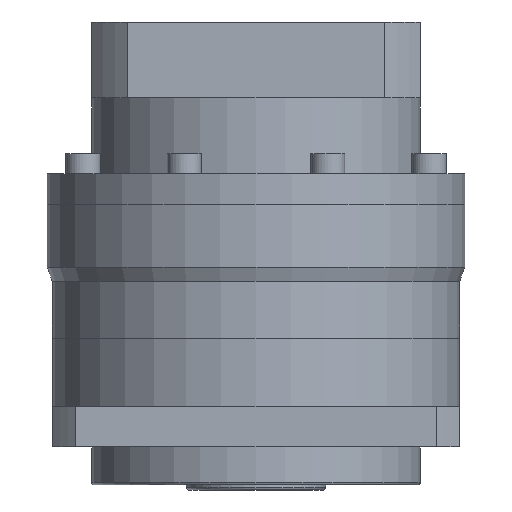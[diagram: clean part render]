
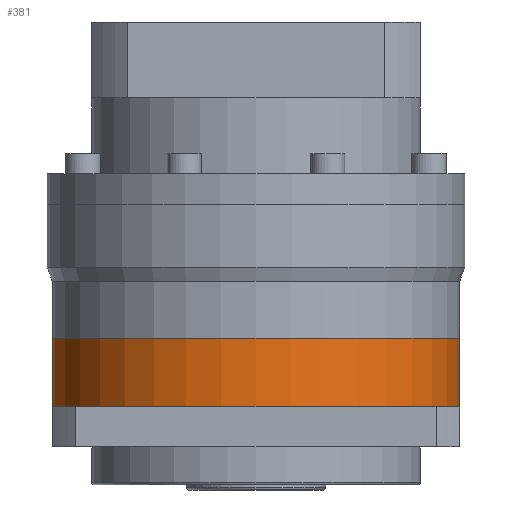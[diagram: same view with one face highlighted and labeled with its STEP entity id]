
A CAD part, front view. The second image highlights one B-rep face of the part: STEP entity #381.
In plain terms, the highlighted cylindrical face has radius 80.5 mm (diameter 161 mm), a partial arc.
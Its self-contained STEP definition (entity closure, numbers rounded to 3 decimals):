
#381 = ADVANCED_FACE ( 'NONE', ( #2798 ), #590, .T. ) ;
#590 = CYLINDRICAL_SURFACE ( 'NONE', #8528, 80.5 ) ;
#642 = EDGE_CURVE ( 'NONE', #1002, #9410, #5046, .T. ) ;
#786 = LINE ( 'NONE', #2567, #2947 ) ;
#962 = ORIENTED_EDGE ( 'NONE', *, *, #11777, .F. ) ;
#1002 = VERTEX_POINT ( 'NONE', #10791 ) ;
#1497 = EDGE_CURVE ( 'NONE', #7760, #4751, #3129, .T. ) ;
#1994 = VECTOR ( 'NONE', #8713, 1000. ) ;
#2281 = ORIENTED_EDGE ( 'NONE', *, *, #642, .F. ) ;
#2515 = AXIS2_PLACEMENT_3D ( 'NONE', #3078, #3229, #8931 ) ;
#2567 = CARTESIAN_POINT ( 'NONE',  ( 80.5, 0., -108. ) ) ;
#2798 = FACE_OUTER_BOUND ( 'NONE', #4013, .T. ) ;
#2947 = VECTOR ( 'NONE', #9805, 1000. ) ;
#3078 = CARTESIAN_POINT ( 'NONE',  ( 0., 0., -65. ) ) ;
#3129 = CIRCLE ( 'NONE', #2515, 80.5 ) ;
#3229 = DIRECTION ( 'NONE',  ( 0., 0., -1. ) ) ;
#4013 = EDGE_LOOP ( 'NONE', ( #6072, #2281, #962, #8265, #6951 ) ) ;
#4024 = CIRCLE ( 'NONE', #8327, 80.5 ) ;
#4751 = VERTEX_POINT ( 'NONE', #7396 ) ;
#5046 = CIRCLE ( 'NONE', #10507, 80.5 ) ;
#5167 = CARTESIAN_POINT ( 'NONE',  ( 0., 0., -92. ) ) ;
#5530 = DIRECTION ( 'NONE',  ( 1., 0., 0. ) ) ;
#5680 = DIRECTION ( 'NONE',  ( -1., 0., 0. ) ) ;
#5971 = CARTESIAN_POINT ( 'NONE',  ( 80.5, 0., -65. ) ) ;
#6049 = DIRECTION ( 'NONE',  ( -1., 0., 0. ) ) ;
#6072 = ORIENTED_EDGE ( 'NONE', *, *, #9065, .F. ) ;
#6271 = CARTESIAN_POINT ( 'NONE',  ( 0., 0., -92. ) ) ;
#6700 = EDGE_CURVE ( 'NONE', #11342, #7760, #786, .T. ) ;
#6792 = LINE ( 'NONE', #9611, #1994 ) ;
#6951 = ORIENTED_EDGE ( 'NONE', *, *, #1497, .T. ) ;
#7396 = CARTESIAN_POINT ( 'NONE',  ( -80.5, 0., -65. ) ) ;
#7446 = CARTESIAN_POINT ( 'NONE',  ( 0., 0., -108. ) ) ;
#7516 = CARTESIAN_POINT ( 'NONE',  ( -80.5, 0., -92. ) ) ;
#7760 = VERTEX_POINT ( 'NONE', #5971 ) ;
#8265 = ORIENTED_EDGE ( 'NONE', *, *, #6700, .T. ) ;
#8327 = AXIS2_PLACEMENT_3D ( 'NONE', #5167, #11526, #6049 ) ;
#8528 = AXIS2_PLACEMENT_3D ( 'NONE', #7446, #11667, #5530 ) ;
#8713 = DIRECTION ( 'NONE',  ( 0., 0., 1. ) ) ;
#8931 = DIRECTION ( 'NONE',  ( -1., 0., 0. ) ) ;
#9065 = EDGE_CURVE ( 'NONE', #9410, #4751, #6792, .T. ) ;
#9410 = VERTEX_POINT ( 'NONE', #7516 ) ;
#9611 = CARTESIAN_POINT ( 'NONE',  ( -80.5, 0., -108. ) ) ;
#9700 = DIRECTION ( 'NONE',  ( 0., 0., -1. ) ) ;
#9805 = DIRECTION ( 'NONE',  ( 0., 0., 1. ) ) ;
#9886 = CARTESIAN_POINT ( 'NONE',  ( 80.5, 0., -92. ) ) ;
#10507 = AXIS2_PLACEMENT_3D ( 'NONE', #6271, #9700, #5680 ) ;
#10791 = CARTESIAN_POINT ( 'NONE',  ( 0., -80.5, -92. ) ) ;
#11342 = VERTEX_POINT ( 'NONE', #9886 ) ;
#11526 = DIRECTION ( 'NONE',  ( 0., 0., -1. ) ) ;
#11667 = DIRECTION ( 'NONE',  ( 0., 0., 1. ) ) ;
#11777 = EDGE_CURVE ( 'NONE', #11342, #1002, #4024, .T. ) ;
